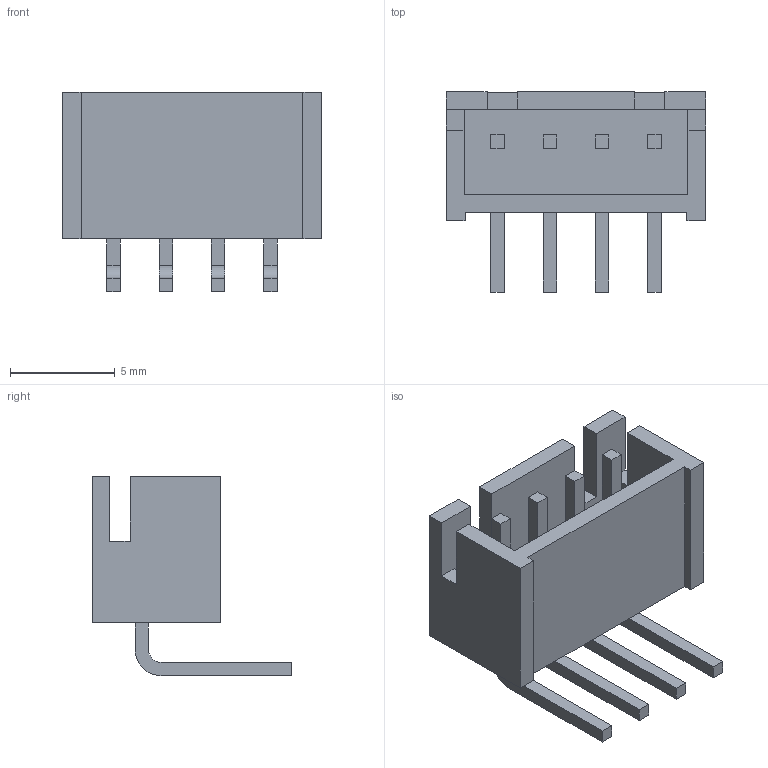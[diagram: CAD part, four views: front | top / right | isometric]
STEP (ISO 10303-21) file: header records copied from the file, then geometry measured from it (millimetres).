
FILE_DESCRIPTION (( 'STEP AP203' ), '1' );
FILE_NAME ('S4B-XH-A.STEP', '2018-06-15T01:33:37', ( '' ), ( '' ), 'SwSTEP 2.0', 'SolidWorks 2017', '' );
FILE_SCHEMA (( 'CONFIG_CONTROL_DESIGN' ));
Length unit declared in the file: inch
Products named in the file (1): S4B-XH-A
Bounding box: 12.4 x 9.55 x 9.52 mm (x, y, z)
Volume: 305.9 mm3; surface area: 675.4 mm2
Topology: 1 solids, 1 shells, 84 faces, 222 edges, 148 vertices
Faces by surface type: plane 76, cylinder 8
Entity records: 2641 total; most frequent: CARTESIAN_POINT 455, ORIENTED_EDGE 444, DIRECTION 408, EDGE_CURVE 222, LINE 206, VECTOR 206, VERTEX_POINT 148, AXIS2_PLACEMENT_3D 101
